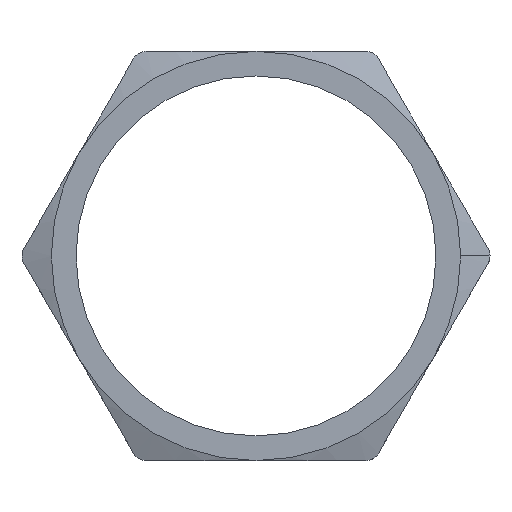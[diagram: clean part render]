
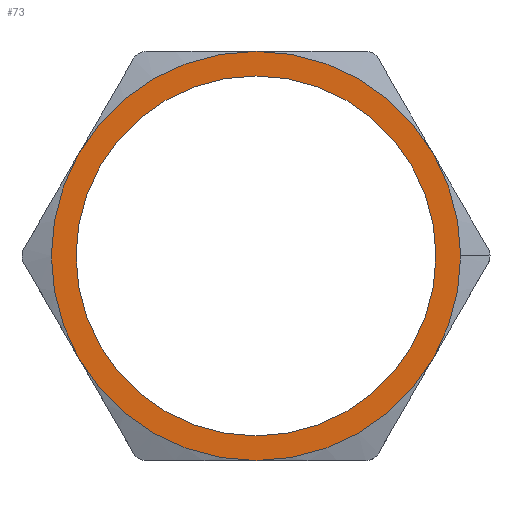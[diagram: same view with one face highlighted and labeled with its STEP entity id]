
A CAD part, top view. The second image highlights one B-rep face of the part: STEP entity #73.
In plain terms, the highlighted planar face has unit normal (0, 0, 1).
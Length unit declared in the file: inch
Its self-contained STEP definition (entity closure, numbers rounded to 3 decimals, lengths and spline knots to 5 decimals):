
#73 = ADVANCED_FACE ( 'NONE', ( #2260, #2259 ), #2258, .T. ) ;
#74 = ORIENTED_EDGE ( 'NONE', *, *, #75, .T. ) ;
#75 = EDGE_CURVE ( 'NONE', #319, #176, #2253, .T. ) ;
#76 = ORIENTED_EDGE ( 'NONE', *, *, #318, .T. ) ;
#77 = EDGE_LOOP ( 'NONE', ( #78, #80, #81, #2459, #2461, #2463, #142 ) ) ;
#78 = ORIENTED_EDGE ( 'NONE', *, *, #79, .T. ) ;
#79 = EDGE_CURVE ( 'NONE', #2109, #1781, #2248, .T. ) ;
#80 = ORIENTED_EDGE ( 'NONE', *, *, #1780, .T. ) ;
#81 = ORIENTED_EDGE ( 'NONE', *, *, #82, .T. ) ;
#82 = EDGE_CURVE ( 'NONE', #1784, #2070, #2243, .T. ) ;
#86 = EDGE_LOOP ( 'NONE', ( #74, #76 ) ) ;
#141 = EDGE_CURVE ( 'NONE', #174, #2051, #2335, .T. ) ;
#142 = ORIENTED_EDGE ( 'NONE', *, *, #143, .T. ) ;
#143 = EDGE_CURVE ( 'NONE', #2051, #2109, #2393, .T. ) ;
#174 = VERTEX_POINT ( 'NONE', #2455 ) ;
#176 = VERTEX_POINT ( 'NONE', #2446 ) ;
#318 = EDGE_CURVE ( 'NONE', #176, #319, #680, .T. ) ;
#319 = VERTEX_POINT ( 'NONE', #731 ) ;
#324 = VERTEX_POINT ( 'NONE', #724 ) ;
#676 = DIRECTION ( 'NONE',  ( -1., 0., 0. ) ) ;
#677 = DIRECTION ( 'NONE',  ( 0., 0., -1. ) ) ;
#678 = CARTESIAN_POINT ( 'NONE',  ( 0., 0., 0.12 ) ) ;
#679 = AXIS2_PLACEMENT_3D ( 'NONE', #678, #677, #676 ) ;
#680 = CIRCLE ( 'NONE', #679, 0.365 ) ;
#724 = CARTESIAN_POINT ( 'NONE',  ( -0.3594, 0.2075, 0.12 ) ) ;
#731 = CARTESIAN_POINT ( 'NONE',  ( -0.365, 0., 0.12 ) ) ;
#1008 = AXIS2_PLACEMENT_3D ( 'NONE', #1061, #1060, #1059 ) ;
#1011 = CIRCLE ( 'NONE', #1008, 0.415 ) ;
#1052 = CARTESIAN_POINT ( 'NONE',  ( 0.3594, 0.2075, 0.12 ) ) ;
#1058 = CARTESIAN_POINT ( 'NONE',  ( 0.415, 0., 0.12 ) ) ;
#1059 = DIRECTION ( 'NONE',  ( 1., 0., 0. ) ) ;
#1060 = DIRECTION ( 'NONE',  ( 0., 0., 1. ) ) ;
#1061 = CARTESIAN_POINT ( 'NONE',  ( 0., 0., 0.12 ) ) ;
#1329 = CARTESIAN_POINT ( 'NONE',  ( 0., -0.415, 0.12 ) ) ;
#1386 = CARTESIAN_POINT ( 'NONE',  ( 0., 0.415, 0.12 ) ) ;
#1503 = CARTESIAN_POINT ( 'NONE',  ( 0.3594, -0.2075, 0.12 ) ) ;
#1639 = DIRECTION ( 'NONE',  ( 1., 0., 0. ) ) ;
#1640 = DIRECTION ( 'NONE',  ( 0., 0., 1. ) ) ;
#1641 = CARTESIAN_POINT ( 'NONE',  ( 0., 0., 0.12 ) ) ;
#1642 = AXIS2_PLACEMENT_3D ( 'NONE', #1641, #1640, #1639 ) ;
#1643 = CIRCLE ( 'NONE', #1642, 0.415 ) ;
#1644 = DIRECTION ( 'NONE',  ( 1., 0., 0. ) ) ;
#1645 = DIRECTION ( 'NONE',  ( 0., 0., 1. ) ) ;
#1646 = AXIS2_PLACEMENT_3D ( 'NONE', #1653, #1645, #1644 ) ;
#1647 = CIRCLE ( 'NONE', #1646, 0.415 ) ;
#1653 = CARTESIAN_POINT ( 'NONE',  ( 0., 0., 0.12 ) ) ;
#1780 = EDGE_CURVE ( 'NONE', #1781, #1784, #1011, .T. ) ;
#1781 = VERTEX_POINT ( 'NONE', #1058 ) ;
#1784 = VERTEX_POINT ( 'NONE', #1052 ) ;
#2051 = VERTEX_POINT ( 'NONE', #1329 ) ;
#2070 = VERTEX_POINT ( 'NONE', #1386 ) ;
#2109 = VERTEX_POINT ( 'NONE', #1503 ) ;
#2239 = DIRECTION ( 'NONE',  ( 1., 0., 0. ) ) ;
#2240 = DIRECTION ( 'NONE',  ( 0., 0., 1. ) ) ;
#2241 = CARTESIAN_POINT ( 'NONE',  ( 0., 0., 0.12 ) ) ;
#2242 = AXIS2_PLACEMENT_3D ( 'NONE', #2241, #2240, #2239 ) ;
#2243 = CIRCLE ( 'NONE', #2242, 0.415 ) ;
#2244 = DIRECTION ( 'NONE',  ( 1., 0., 0. ) ) ;
#2245 = DIRECTION ( 'NONE',  ( 0., 0., 1. ) ) ;
#2246 = CARTESIAN_POINT ( 'NONE',  ( 0., 0., 0.12 ) ) ;
#2247 = AXIS2_PLACEMENT_3D ( 'NONE', #2246, #2245, #2244 ) ;
#2248 = CIRCLE ( 'NONE', #2247, 0.415 ) ;
#2249 = DIRECTION ( 'NONE',  ( -1., 0., 0. ) ) ;
#2250 = DIRECTION ( 'NONE',  ( 0., 0., -1. ) ) ;
#2251 = CARTESIAN_POINT ( 'NONE',  ( 0., 0., 0.12 ) ) ;
#2252 = AXIS2_PLACEMENT_3D ( 'NONE', #2251, #2250, #2249 ) ;
#2253 = CIRCLE ( 'NONE', #2252, 0.365 ) ;
#2254 = DIRECTION ( 'NONE',  ( 1., 0., 0. ) ) ;
#2255 = DIRECTION ( 'NONE',  ( 0., 0., 1. ) ) ;
#2256 = CARTESIAN_POINT ( 'NONE',  ( -0.7188, -0.415, 0.12 ) ) ;
#2257 = AXIS2_PLACEMENT_3D ( 'NONE', #2256, #2255, #2254 ) ;
#2258 = PLANE ( 'NONE',  #2257 ) ;
#2259 = FACE_OUTER_BOUND ( 'NONE', #77, .T. ) ;
#2260 = FACE_BOUND ( 'NONE', #86, .T. ) ;
#2334 = AXIS2_PLACEMENT_3D ( 'NONE', #2396, #2395, #2394 ) ;
#2335 = CIRCLE ( 'NONE', #2334, 0.415 ) ;
#2389 = DIRECTION ( 'NONE',  ( 1., 0., 0. ) ) ;
#2390 = DIRECTION ( 'NONE',  ( 0., 0., 1. ) ) ;
#2391 = CARTESIAN_POINT ( 'NONE',  ( 0., 0., 0.12 ) ) ;
#2392 = AXIS2_PLACEMENT_3D ( 'NONE', #2391, #2390, #2389 ) ;
#2393 = CIRCLE ( 'NONE', #2392, 0.415 ) ;
#2394 = DIRECTION ( 'NONE',  ( 1., 0., 0. ) ) ;
#2395 = DIRECTION ( 'NONE',  ( 0., 0., 1. ) ) ;
#2396 = CARTESIAN_POINT ( 'NONE',  ( 0., 0., 0.12 ) ) ;
#2446 = CARTESIAN_POINT ( 'NONE',  ( 0.365, 0., 0.12 ) ) ;
#2455 = CARTESIAN_POINT ( 'NONE',  ( -0.3594, -0.2075, 0.12 ) ) ;
#2459 = ORIENTED_EDGE ( 'NONE', *, *, #2460, .T. ) ;
#2460 = EDGE_CURVE ( 'NONE', #2070, #324, #1647, .T. ) ;
#2461 = ORIENTED_EDGE ( 'NONE', *, *, #2462, .T. ) ;
#2462 = EDGE_CURVE ( 'NONE', #324, #174, #1643, .T. ) ;
#2463 = ORIENTED_EDGE ( 'NONE', *, *, #141, .T. ) ;
